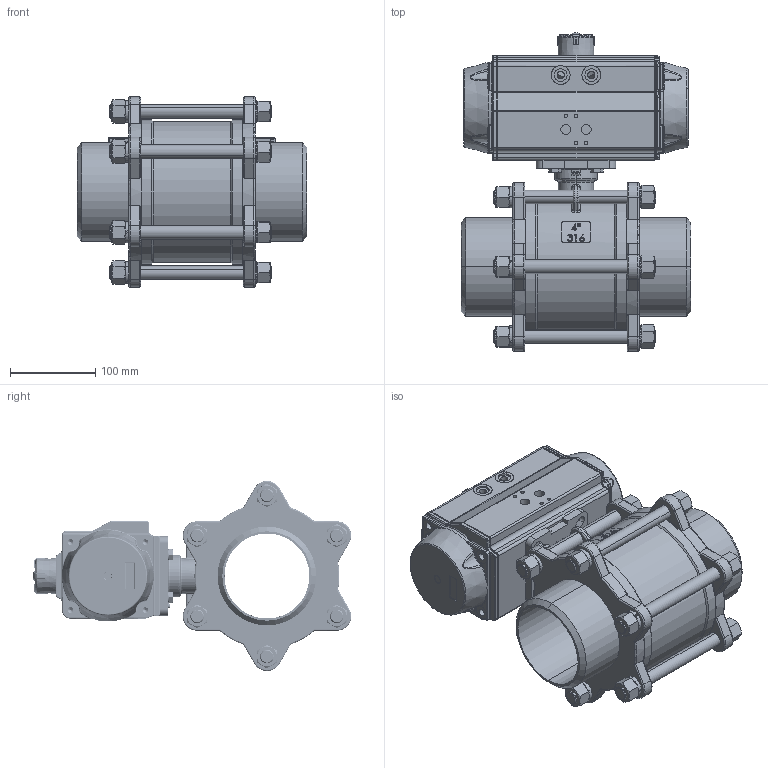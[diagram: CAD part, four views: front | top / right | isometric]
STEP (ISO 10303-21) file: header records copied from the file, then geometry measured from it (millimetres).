
FILE_DESCRIPTION(/* description */ ('Unknown'),/* implementation_level */ '2;1');
FILE_NAME(/* name */ 'PD06 9337-12',/* time_stamp */ '2025-02-04T11:29:06+01:00',/* author */ ('Unknown'),/* organization */ ('Unknown'),/* preprocessor_version */ 'ST-DEVELOPER v19.4',/* originating_system */ 'Solid Edge',/* authorisation */ 'Unknown');
FILE_SCHEMA (('AUTOMOTIVE_DESIGN {1 0 10303 214 3 1 1}'));
Length unit declared in the file: millimetre
Products named in the file (24): PD069337-12; 9337-12_oa_0; Spring lock washers--Normal type GB_GB_FASTENER_WASHER_SW 16; Hexagon nuts grade C GB_GB_FASTENER_NUT_SNC1 M16-N; MV-83-T(J)-DN100; MV-83-Q-DN100; MV-83-Z-DN100; MV-83-DD-DN100; MV-83-LM-DN100; MV-83-FS-DN100; MV-83-LZ-DN100; MV-83-DW-DN100; MV-33B-G(J)-DN100; DIN 933 M8x25 A2-70 BLK_EDST; PD06_PE05; VTE95____; ____; zhou95; vt95_________________MIR; vt95-2016-06-25; Optische Anzeige; ______; ________(___________; cup head nib bolts with large head gb_GB_FASTENER_BOLT_CHNBW M6X25-N
Assembly tree (58 placements, depth 4):
  PD069337-12
    9337-12_oa_0
      Spring lock washers--Normal type GB_GB_FASTENER_WASHER_SW 16  x11
      Hexagon nuts grade C GB_GB_FASTENER_NUT_SNC1 M16-N  x12
      MV-83-T(J)-DN100
      MV-83-Q-DN100
      MV-83-Z-DN100
      MV-83-DD-DN100  x2
      MV-83-LM-DN100
      MV-83-FS-DN100
      MV-83-LZ-DN100  x6
      MV-83-DW-DN100
      MV-33B-G(J)-DN100  x2
    DIN 933 M8x25 A2-70 BLK_EDST  x4
    PD06_PE05
      VTE95____
      ____  x2
      zhou95
      vt95_________________MIR
      vt95-2016-06-25
      Optische Anzeige
        ______
        ________(___________  x4
        cup head nib bolts with large head gb_GB_FASTENER_BOLT_CHNBW M6X25-N
Bounding box: 270 x 374.36 x 223.5 mm (x, y, z)
Volume: 4109316.7 mm3; surface area: 965718.2 mm2
Topology: 55 solids, 55 shells, 3843 faces, 9377 edges, 5759 vertices
Faces by surface type: plane 1160, cylinder 1084, bspline 663, torus 538, cone 347, sphere 51
Full cylindrical faces by diameter (mm): 3 x16, 3.3 x8, 4.134 x8, 4.66 x1, 4.917 x5, 5.5 x1, 6 x1, 6.2 x1, 6.647 x12, 8 x4, 8.376 x2, 11.445 x2, 12 x2, 13 x4, 15 x2, 16.2 x1, 16.4 x1, 17 x4, 18.7 x1, 20 x5, 22 x2, 24.5 x14, 27 x1, 30.4 x1, 31.5 x1, 32.5 x1, 34.9 x1, 36.4 x1, 38.5 x1, 40 x4
Entity records: 121209 total; most frequent: CARTESIAN_POINT 62303, ORIENTED_EDGE 12786, DIRECTION 10728, EDGE_CURVE 6393, AXIS2_PLACEMENT_3D 4279, VERTEX_POINT 4097, FACE_BOUND 3174, EDGE_LOOP 3166
